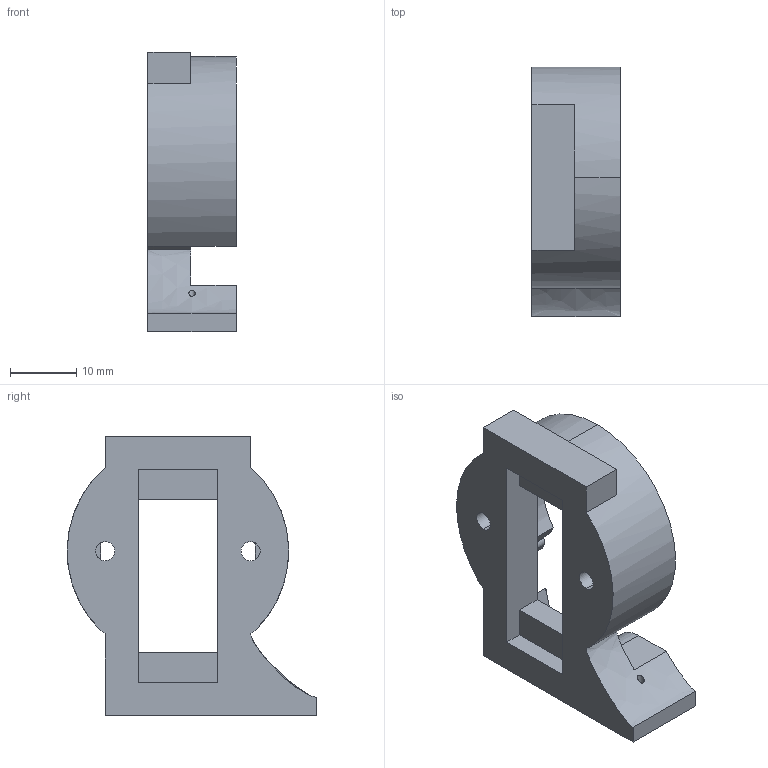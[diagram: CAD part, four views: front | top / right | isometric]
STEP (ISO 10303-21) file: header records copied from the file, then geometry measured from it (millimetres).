
FILE_DESCRIPTION (( 'STEP AP214' ), '1' );
FILE_NAME ('latch shroud.STEP', '2023-06-09T16:29:38', ( '' ), ( '' ), 'SwSTEP 2.0', 'SolidWorks 2022', '' );
FILE_SCHEMA (( 'AUTOMOTIVE_DESIGN' ));
Length unit declared in the file: millimetre
Products named in the file (1): latch shroud
Bounding box: 13.35 x 37.74 x 42.25 mm (x, y, z)
Volume: 8151.4 mm3; surface area: 5123.5 mm2
Topology: 1 solids, 1 shells, 49 faces, 138 edges, 90 vertices
Faces by surface type: plane 30, cylinder 18, bspline 1
Entity records: 1759 total; most frequent: CARTESIAN_POINT 419, ORIENTED_EDGE 276, DIRECTION 272, EDGE_CURVE 138, AXIS2_PLACEMENT_3D 93, VERTEX_POINT 90, VECTOR 86, LINE 86
